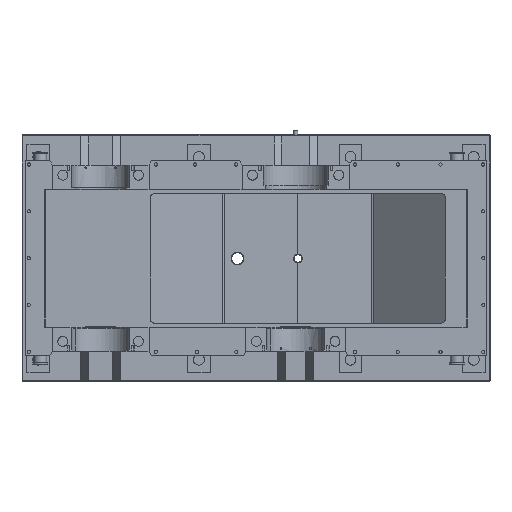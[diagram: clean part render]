
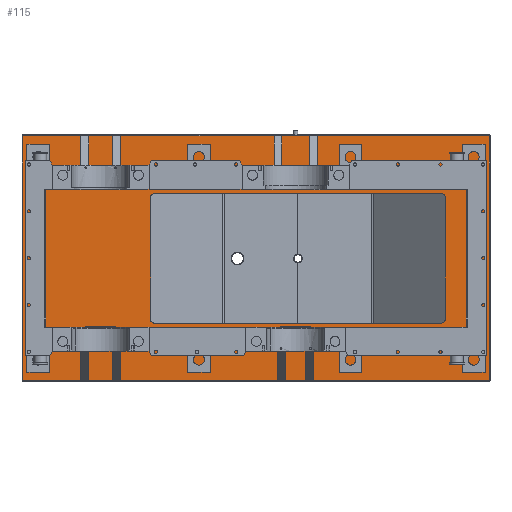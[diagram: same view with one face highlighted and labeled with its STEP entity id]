
A CAD part, top view. The second image highlights one B-rep face of the part: STEP entity #115.
In plain terms, the highlighted free-form (B-spline) face has degree [1, 1] with [2, 2] control points.
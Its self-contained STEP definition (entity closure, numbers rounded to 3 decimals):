
#115 = ADVANCED_FACE('',(#116,#178),#208,.T.);
#116 = FACE_BOUND('',#117,.T.);
#117 = EDGE_LOOP('',(#118,#127,#135,#142,#150,#157,#165,#172));
#118 = ORIENTED_EDGE('',*,*,#119,.F.);
#119 = EDGE_CURVE('',#120,#122,#124,.T.);
#120 = VERTEX_POINT('',#121);
#121 = CARTESIAN_POINT('',(2001.229,696.966,0.));
#122 = VERTEX_POINT('',#123);
#123 = CARTESIAN_POINT('',(-1096.396,696.966,0.));
#124 = B_SPLINE_CURVE_WITH_KNOTS('',1,(#125,#126),.UNSPECIFIED.,.F.,.F.,
  (2,2),(-1900.,1900.),.PIECEWISE_BEZIER_KNOTS.);
#125 = CARTESIAN_POINT('',(2001.229,696.966,0.));
#126 = CARTESIAN_POINT('',(-1096.396,696.966,0.));
#127 = ORIENTED_EDGE('',*,*,#128,.F.);
#128 = EDGE_CURVE('',#129,#120,#131,.T.);
#129 = VERTEX_POINT('',#130);
#130 = CARTESIAN_POINT('',(2041.987,656.208,0.));
#131 = ( BOUNDED_CURVE() B_SPLINE_CURVE(2,(#132,#133,#134),
.UNSPECIFIED.,.F.,.F.) B_SPLINE_CURVE_WITH_KNOTS((3,3),(0.,
1.571),.PIECEWISE_BEZIER_KNOTS.) CURVE() 
GEOMETRIC_REPRESENTATION_ITEM() RATIONAL_B_SPLINE_CURVE((1.,
0.707,1.)) REPRESENTATION_ITEM('') );
#132 = CARTESIAN_POINT('',(2041.987,656.208,0.));
#133 = CARTESIAN_POINT('',(2041.987,696.966,0.));
#134 = CARTESIAN_POINT('',(2001.229,696.966,0.));
#135 = ORIENTED_EDGE('',*,*,#136,.F.);
#136 = EDGE_CURVE('',#137,#129,#139,.T.);
#137 = VERTEX_POINT('',#138);
#138 = CARTESIAN_POINT('',(2041.987,-656.208,0.));
#139 = B_SPLINE_CURVE_WITH_KNOTS('',1,(#140,#141),.UNSPECIFIED.,.F.,.F.,
  (2,2),(-805.,805.),.PIECEWISE_BEZIER_KNOTS.);
#140 = CARTESIAN_POINT('',(2041.987,-656.208,0.));
#141 = CARTESIAN_POINT('',(2041.987,656.208,0.));
#142 = ORIENTED_EDGE('',*,*,#143,.F.);
#143 = EDGE_CURVE('',#144,#137,#146,.T.);
#144 = VERTEX_POINT('',#145);
#145 = CARTESIAN_POINT('',(2001.229,-696.966,0.));
#146 = ( BOUNDED_CURVE() B_SPLINE_CURVE(2,(#147,#148,#149),
.UNSPECIFIED.,.F.,.F.) B_SPLINE_CURVE_WITH_KNOTS((3,3),(4.712,
6.283),.PIECEWISE_BEZIER_KNOTS.) CURVE() 
GEOMETRIC_REPRESENTATION_ITEM() RATIONAL_B_SPLINE_CURVE((1.,
0.707,1.)) REPRESENTATION_ITEM('') );
#147 = CARTESIAN_POINT('',(2001.229,-696.966,0.));
#148 = CARTESIAN_POINT('',(2041.987,-696.966,0.));
#149 = CARTESIAN_POINT('',(2041.987,-656.208,0.));
#150 = ORIENTED_EDGE('',*,*,#151,.F.);
#151 = EDGE_CURVE('',#152,#144,#154,.T.);
#152 = VERTEX_POINT('',#153);
#153 = CARTESIAN_POINT('',(-1096.396,-696.966,0.));
#154 = B_SPLINE_CURVE_WITH_KNOTS('',1,(#155,#156),.UNSPECIFIED.,.F.,.F.,
  (2,2),(-1900.,1900.),.PIECEWISE_BEZIER_KNOTS.);
#155 = CARTESIAN_POINT('',(-1096.396,-696.966,0.));
#156 = CARTESIAN_POINT('',(2001.229,-696.966,0.));
#157 = ORIENTED_EDGE('',*,*,#158,.F.);
#158 = EDGE_CURVE('',#159,#152,#161,.T.);
#159 = VERTEX_POINT('',#160);
#160 = CARTESIAN_POINT('',(-1137.155,-656.208,0.));
#161 = ( BOUNDED_CURVE() B_SPLINE_CURVE(2,(#162,#163,#164),
.UNSPECIFIED.,.F.,.F.) B_SPLINE_CURVE_WITH_KNOTS((3,3),(3.142,
4.712),.PIECEWISE_BEZIER_KNOTS.) CURVE() 
GEOMETRIC_REPRESENTATION_ITEM() RATIONAL_B_SPLINE_CURVE((1.,
0.707,1.)) REPRESENTATION_ITEM('') );
#162 = CARTESIAN_POINT('',(-1137.155,-656.208,0.));
#163 = CARTESIAN_POINT('',(-1137.155,-696.966,0.));
#164 = CARTESIAN_POINT('',(-1096.396,-696.966,0.));
#165 = ORIENTED_EDGE('',*,*,#166,.F.);
#166 = EDGE_CURVE('',#167,#159,#169,.T.);
#167 = VERTEX_POINT('',#168);
#168 = CARTESIAN_POINT('',(-1137.155,656.208,0.));
#169 = B_SPLINE_CURVE_WITH_KNOTS('',1,(#170,#171),.UNSPECIFIED.,.F.,.F.,
  (2,2),(-805.,805.),.PIECEWISE_BEZIER_KNOTS.);
#170 = CARTESIAN_POINT('',(-1137.155,656.208,0.));
#171 = CARTESIAN_POINT('',(-1137.155,-656.208,0.));
#172 = ORIENTED_EDGE('',*,*,#173,.F.);
#173 = EDGE_CURVE('',#122,#167,#174,.T.);
#174 = ( BOUNDED_CURVE() B_SPLINE_CURVE(2,(#175,#176,#177),
.UNSPECIFIED.,.F.,.F.) B_SPLINE_CURVE_WITH_KNOTS((3,3),(1.571,
3.142),.PIECEWISE_BEZIER_KNOTS.) CURVE() 
GEOMETRIC_REPRESENTATION_ITEM() RATIONAL_B_SPLINE_CURVE((1.,
0.707,1.)) REPRESENTATION_ITEM('') );
#175 = CARTESIAN_POINT('',(-1096.396,696.966,0.));
#176 = CARTESIAN_POINT('',(-1137.155,696.966,0.));
#177 = CARTESIAN_POINT('',(-1137.155,656.208,0.));
#178 = FACE_BOUND('',#179,.T.);
#179 = EDGE_LOOP('',(#180,#189,#196,#203));
#180 = ORIENTED_EDGE('',*,*,#181,.T.);
#181 = EDGE_CURVE('',#182,#184,#186,.T.);
#182 = VERTEX_POINT('',#183);
#183 = CARTESIAN_POINT('',(-2514.783,1320.567,0.));
#184 = VERTEX_POINT('',#185);
#185 = CARTESIAN_POINT('',(-2514.783,-1320.567,0.));
#186 = B_SPLINE_CURVE_WITH_KNOTS('',1,(#187,#188),.UNSPECIFIED.,.F.,.F.,
  (2,2),(-1620.,1620.),.PIECEWISE_BEZIER_KNOTS.);
#187 = CARTESIAN_POINT('',(-2514.783,1320.567,0.));
#188 = CARTESIAN_POINT('',(-2514.783,-1320.567,0.));
#189 = ORIENTED_EDGE('',*,*,#190,.T.);
#190 = EDGE_CURVE('',#184,#191,#193,.T.);
#191 = VERTEX_POINT('',#192);
#192 = CARTESIAN_POINT('',(2514.783,-1320.567,0.));
#193 = B_SPLINE_CURVE_WITH_KNOTS('',1,(#194,#195),.UNSPECIFIED.,.F.,.F.,
  (2,2),(-3085.,3085.),.PIECEWISE_BEZIER_KNOTS.);
#194 = CARTESIAN_POINT('',(-2514.783,-1320.567,0.));
#195 = CARTESIAN_POINT('',(2514.783,-1320.567,0.));
#196 = ORIENTED_EDGE('',*,*,#197,.T.);
#197 = EDGE_CURVE('',#191,#198,#200,.T.);
#198 = VERTEX_POINT('',#199);
#199 = CARTESIAN_POINT('',(2514.783,1320.567,0.));
#200 = B_SPLINE_CURVE_WITH_KNOTS('',1,(#201,#202),.UNSPECIFIED.,.F.,.F.,
  (2,2),(-1620.,1620.),.PIECEWISE_BEZIER_KNOTS.);
#201 = CARTESIAN_POINT('',(2514.783,-1320.567,0.));
#202 = CARTESIAN_POINT('',(2514.783,1320.567,0.));
#203 = ORIENTED_EDGE('',*,*,#204,.T.);
#204 = EDGE_CURVE('',#198,#182,#205,.T.);
#205 = B_SPLINE_CURVE_WITH_KNOTS('',1,(#206,#207),.UNSPECIFIED.,.F.,.F.,
  (2,2),(-3085.,3085.),.PIECEWISE_BEZIER_KNOTS.);
#206 = CARTESIAN_POINT('',(2514.783,1320.567,0.));
#207 = CARTESIAN_POINT('',(-2514.783,1320.567,0.));
#208 = B_SPLINE_SURFACE_WITH_KNOTS('',1,1,(
    (#209,#210)
    ,(#211,#212
    )),.UNSPECIFIED.,.F.,.F.,.F.,(2,2),(2,2),(-3085.,3085.),(
    -1620.,1620.),.PIECEWISE_BEZIER_KNOTS.);
#209 = CARTESIAN_POINT('',(-2514.783,-1320.567,0.));
#210 = CARTESIAN_POINT('',(-2514.783,1320.567,0.));
#211 = CARTESIAN_POINT('',(2514.783,-1320.567,0.));
#212 = CARTESIAN_POINT('',(2514.783,1320.567,0.));
